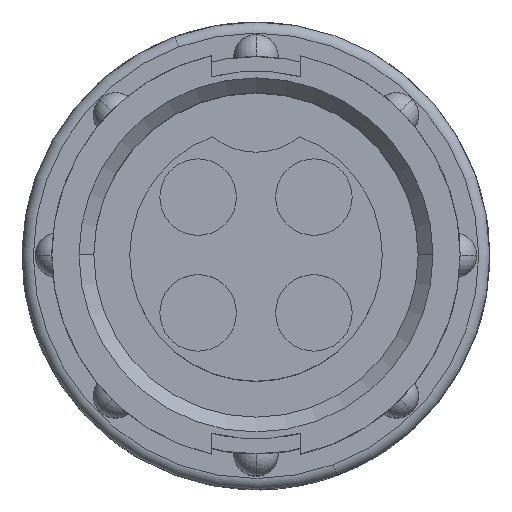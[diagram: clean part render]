
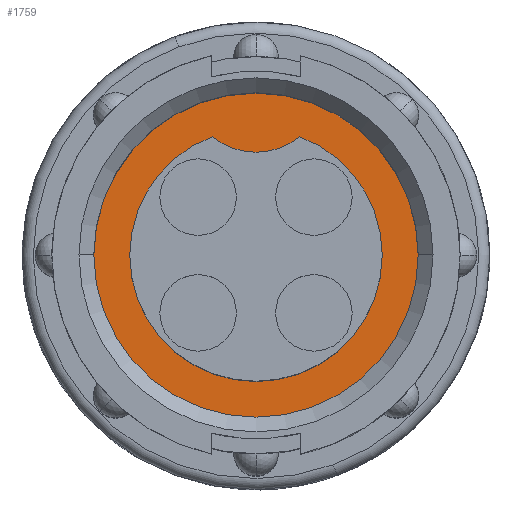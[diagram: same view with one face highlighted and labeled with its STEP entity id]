
A CAD part, top view. The second image highlights one B-rep face of the part: STEP entity #1759.
In plain terms, the highlighted planar face has unit normal (0, 0, 1).
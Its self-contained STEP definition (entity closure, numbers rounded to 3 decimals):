
#591 = CARTESIAN_POINT ( 'NONE',  ( 0., 4.318, -8.382 ) ) ;
#740 = AXIS2_PLACEMENT_3D ( 'NONE', #1388, #4087, #3927 ) ;
#780 = DIRECTION ( 'NONE',  ( 0., 0., 1. ) ) ;
#1076 = CIRCLE ( 'NONE', #8227, 5.55 ) ;
#1181 = DIRECTION ( 'NONE',  ( 1., 0., 0. ) ) ;
#1346 = CIRCLE ( 'NONE', #2091, 4.318 ) ;
#1388 = CARTESIAN_POINT ( 'NONE',  ( 0., 0., -8.382 ) ) ;
#1759 = ADVANCED_FACE ( 'NONE', ( #8600, #10263 ), #15381, .F. ) ;
#1791 = CARTESIAN_POINT ( 'NONE',  ( 5.55, 0., -8.382 ) ) ;
#1995 = VERTEX_POINT ( 'NONE', #8646 ) ;
#2091 = AXIS2_PLACEMENT_3D ( 'NONE', #8218, #13181, #2365 ) ;
#2365 = DIRECTION ( 'NONE',  ( 1., 0., 0. ) ) ;
#2398 = EDGE_CURVE ( 'NONE', #2612, #11878, #1076, .T. ) ;
#2612 = VERTEX_POINT ( 'NONE', #10825 ) ;
#2899 = CIRCLE ( 'NONE', #8275, 2.362 ) ;
#2961 = EDGE_CURVE ( 'NONE', #1995, #14699, #1346, .T. ) ;
#3823 = CARTESIAN_POINT ( 'NONE',  ( 1.495, 4.051, -8.382 ) ) ;
#3927 = DIRECTION ( 'NONE',  ( 1., 0., 0. ) ) ;
#4038 = EDGE_CURVE ( 'NONE', #14699, #5728, #8514, .T. ) ;
#4087 = DIRECTION ( 'NONE',  ( 0., 0., 1. ) ) ;
#4100 = DIRECTION ( 'NONE',  ( -1., 0., 0. ) ) ;
#4182 = EDGE_LOOP ( 'NONE', ( #5450, #9987 ) ) ;
#4295 = CARTESIAN_POINT ( 'NONE',  ( 0., 0., -8.382 ) ) ;
#4553 = DIRECTION ( 'NONE',  ( 0., 0., 1. ) ) ;
#4619 = DIRECTION ( 'NONE',  ( 0., 0., 1. ) ) ;
#4808 = DIRECTION ( 'NONE',  ( 0., 0., 1. ) ) ;
#5450 = ORIENTED_EDGE ( 'NONE', *, *, #15402, .T. ) ;
#5728 = VERTEX_POINT ( 'NONE', #8848 ) ;
#6339 = EDGE_CURVE ( 'NONE', #1995, #7749, #2899, .T. ) ;
#7749 = VERTEX_POINT ( 'NONE', #3823 ) ;
#7894 = CIRCLE ( 'NONE', #740, 4.318 ) ;
#8058 = CIRCLE ( 'NONE', #12657, 5.55 ) ;
#8218 = CARTESIAN_POINT ( 'NONE',  ( 0., 0., -8.382 ) ) ;
#8227 = AXIS2_PLACEMENT_3D ( 'NONE', #15734, #4619, #1181 ) ;
#8275 = AXIS2_PLACEMENT_3D ( 'NONE', #15510, #4553, #11843 ) ;
#8514 = CIRCLE ( 'NONE', #11827, 4.318 ) ;
#8574 = DIRECTION ( 'NONE',  ( 1., 0., 0. ) ) ;
#8600 = FACE_BOUND ( 'NONE', #12627, .T. ) ;
#8646 = CARTESIAN_POINT ( 'NONE',  ( -1.495, 4.051, -8.382 ) ) ;
#8848 = CARTESIAN_POINT ( 'NONE',  ( 4.318, 0., -8.382 ) ) ;
#9172 = ORIENTED_EDGE ( 'NONE', *, *, #4038, .F. ) ;
#9509 = ORIENTED_EDGE ( 'NONE', *, *, #6339, .T. ) ;
#9987 = ORIENTED_EDGE ( 'NONE', *, *, #2398, .T. ) ;
#10263 = FACE_OUTER_BOUND ( 'NONE', #4182, .T. ) ;
#10825 = CARTESIAN_POINT ( 'NONE',  ( -5.55, 0., -8.382 ) ) ;
#11151 = ORIENTED_EDGE ( 'NONE', *, *, #12179, .F. ) ;
#11827 = AXIS2_PLACEMENT_3D ( 'NONE', #14648, #4808, #8574 ) ;
#11843 = DIRECTION ( 'NONE',  ( -1., 0., 0. ) ) ;
#11878 = VERTEX_POINT ( 'NONE', #1791 ) ;
#12179 = EDGE_CURVE ( 'NONE', #5728, #7749, #7894, .T. ) ;
#12627 = EDGE_LOOP ( 'NONE', ( #13889, #9509, #11151, #9172 ) ) ;
#12657 = AXIS2_PLACEMENT_3D ( 'NONE', #4295, #780, #12869 ) ;
#12675 = DIRECTION ( 'NONE',  ( 0., 0., -1. ) ) ;
#12869 = DIRECTION ( 'NONE',  ( 1., 0., 0. ) ) ;
#13181 = DIRECTION ( 'NONE',  ( 0., 0., 1. ) ) ;
#13596 = AXIS2_PLACEMENT_3D ( 'NONE', #591, #12675, #4100 ) ;
#13711 = CARTESIAN_POINT ( 'NONE',  ( -4.318, 0., -8.382 ) ) ;
#13889 = ORIENTED_EDGE ( 'NONE', *, *, #2961, .F. ) ;
#14648 = CARTESIAN_POINT ( 'NONE',  ( 0., 0., -8.382 ) ) ;
#14699 = VERTEX_POINT ( 'NONE', #13711 ) ;
#15381 = PLANE ( 'NONE',  #13596 ) ;
#15402 = EDGE_CURVE ( 'NONE', #11878, #2612, #8058, .T. ) ;
#15510 = CARTESIAN_POINT ( 'NONE',  ( 0., 5.88, -8.382 ) ) ;
#15734 = CARTESIAN_POINT ( 'NONE',  ( 0., 0., -8.382 ) ) ;
